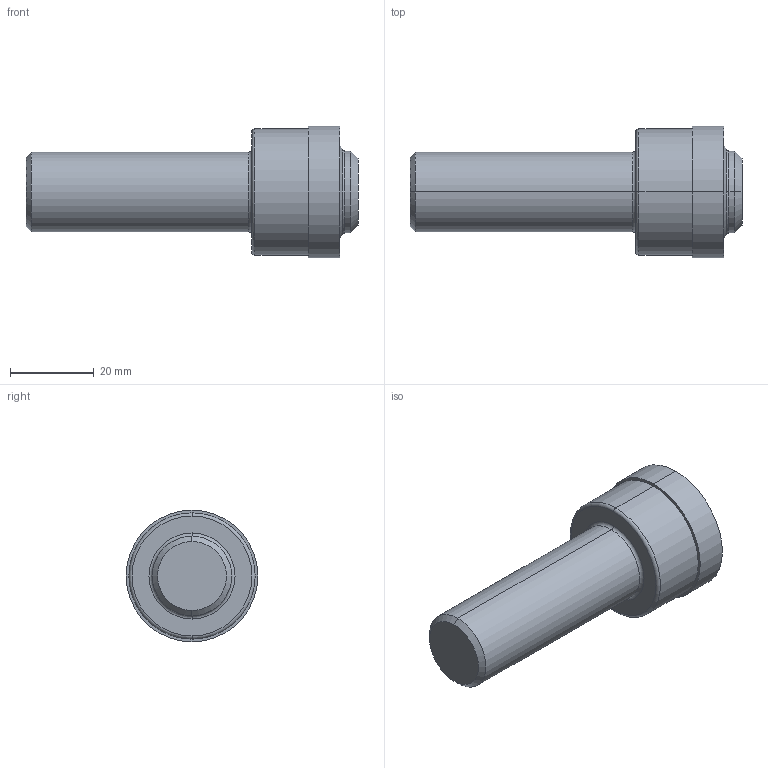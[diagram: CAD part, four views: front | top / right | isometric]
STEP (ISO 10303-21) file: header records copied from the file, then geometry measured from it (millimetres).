
FILE_DESCRIPTION (( 'STEP AP214' ), '1' );
FILE_NAME ('AS5202-08X.STEP', '2023-11-10T18:26:39', ( '' ), ( '' ), 'SwSTEP 2.0', 'SolidWorks 2022', '' );
FILE_SCHEMA (( 'AUTOMOTIVE_DESIGN' ));
Length unit declared in the file: inch
Products named in the file (1): AS5202-08X
Bounding box: 79.38 x 31.5 x 31.5 mm (x, y, z)
Volume: 32105.8 mm3; surface area: 6874.8 mm2
Topology: 1 solids, 1 shells, 25 faces, 48 edges, 28 vertices
Faces by surface type: cylinder 8, cone 6, torus 6, plane 5
Entity records: 680 total; most frequent: DIRECTION 134, CARTESIAN_POINT 102, ORIENTED_EDGE 96, AXIS2_PLACEMENT_3D 60, EDGE_CURVE 48, CIRCLE 34, EDGE_LOOP 28, VERTEX_POINT 28
